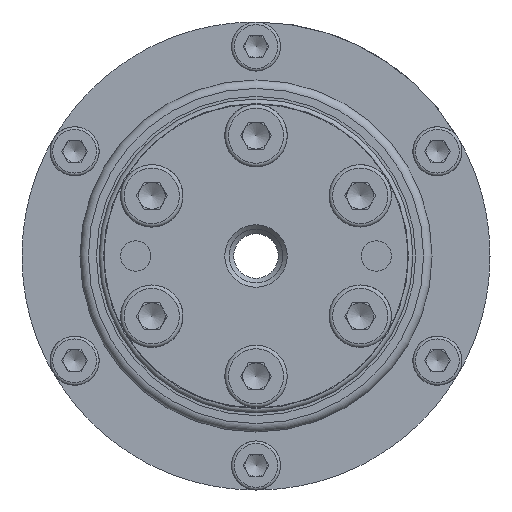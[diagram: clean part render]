
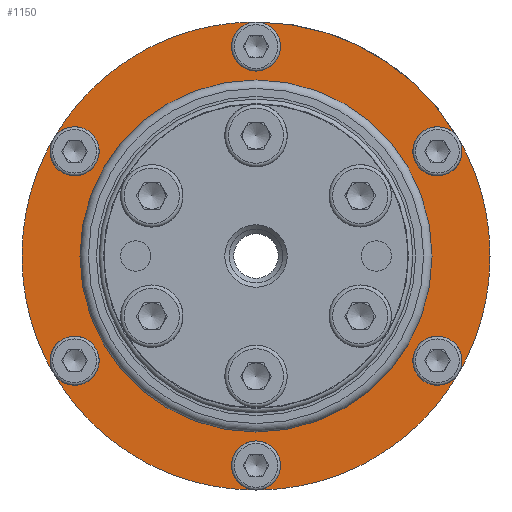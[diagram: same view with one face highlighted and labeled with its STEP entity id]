
A CAD part, left-side view. The second image highlights one B-rep face of the part: STEP entity #1150.
In plain terms, the highlighted planar face has unit normal (-1, 0, 0).
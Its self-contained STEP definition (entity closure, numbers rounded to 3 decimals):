
#1150 = ADVANCED_FACE( '', ( #2845, #2846 ), #2847, .T. );
#2845 = FACE_OUTER_BOUND( '', #5236, .T. );
#2846 = FACE_BOUND( '', #5237, .T. );
#2847 = PLANE( '', #5238 );
#5236 = EDGE_LOOP( '', ( #8601, #8602, #8603, #8604, #8605, #8606, #8607, #8608, #8609, #8610, #8611, #8612 ) );
#5237 = EDGE_LOOP( '', ( #8613 ) );
#5238 = AXIS2_PLACEMENT_3D( '', #8614, #8615, #8616 );
#8601 = ORIENTED_EDGE( '', *, *, #12411, .T. );
#8602 = ORIENTED_EDGE( '', *, *, #12991, .F. );
#8603 = ORIENTED_EDGE( '', *, *, #12410, .T. );
#8604 = ORIENTED_EDGE( '', *, *, #12992, .F. );
#8605 = ORIENTED_EDGE( '', *, *, #12409, .T. );
#8606 = ORIENTED_EDGE( '', *, *, #12094, .F. );
#8607 = ORIENTED_EDGE( '', *, *, #12414, .T. );
#8608 = ORIENTED_EDGE( '', *, *, #12993, .F. );
#8609 = ORIENTED_EDGE( '', *, *, #12413, .T. );
#8610 = ORIENTED_EDGE( '', *, *, #12994, .F. );
#8611 = ORIENTED_EDGE( '', *, *, #12412, .T. );
#8612 = ORIENTED_EDGE( '', *, *, #12995, .F. );
#8613 = ORIENTED_EDGE( '', *, *, #12705, .F. );
#8614 = CARTESIAN_POINT( '', ( 1.25, 0., 26.25 ) );
#8615 = DIRECTION( '', ( -1., 0., 0. ) );
#8616 = DIRECTION( '', ( 0., 0., 1. ) );
#12094 = EDGE_CURVE( '', #14085, #14085, #14086, .T. );
#12409 = EDGE_CURVE( '', #14613, #14085, #14614, .T. );
#12410 = EDGE_CURVE( '', #14615, #14613, #14616, .T. );
#12411 = EDGE_CURVE( '', #14617, #14615, #14618, .T. );
#12412 = EDGE_CURVE( '', #14619, #14617, #14620, .T. );
#12413 = EDGE_CURVE( '', #14621, #14619, #14622, .T. );
#12414 = EDGE_CURVE( '', #14085, #14621, #14623, .T. );
#12705 = EDGE_CURVE( '', #15094, #15094, #15095, .T. );
#12991 = EDGE_CURVE( '', #14615, #14615, #15520, .T. );
#12992 = EDGE_CURVE( '', #14613, #14613, #15521, .T. );
#12993 = EDGE_CURVE( '', #14621, #14621, #15522, .T. );
#12994 = EDGE_CURVE( '', #14619, #14619, #15523, .T. );
#12995 = EDGE_CURVE( '', #14617, #14617, #15524, .T. );
#14085 = VERTEX_POINT( '', #16918 );
#14086 = CIRCLE( '', #16919, 2.75 );
#14613 = VERTEX_POINT( '', #17639 );
#14614 = CIRCLE( '', #17640, 26.25 );
#14615 = VERTEX_POINT( '', #17641 );
#14616 = CIRCLE( '', #17642, 26.25 );
#14617 = VERTEX_POINT( '', #17643 );
#14618 = CIRCLE( '', #17644, 26.25 );
#14619 = VERTEX_POINT( '', #17645 );
#14620 = CIRCLE( '', #17646, 26.25 );
#14621 = VERTEX_POINT( '', #17647 );
#14622 = CIRCLE( '', #17648, 26.25 );
#14623 = CIRCLE( '', #17649, 26.25 );
#15094 = VERTEX_POINT( '', #18592 );
#15095 = CIRCLE( '', #18593, 17.6 );
#15520 = CIRCLE( '', #19380, 2.75 );
#15521 = CIRCLE( '', #19381, 2.75 );
#15522 = CIRCLE( '', #19382, 2.75 );
#15523 = CIRCLE( '', #19383, 2.75 );
#15524 = CIRCLE( '', #19384, 2.75 );
#16918 = CARTESIAN_POINT( '', ( 1.25, 22.733, 13.125 ) );
#16919 = AXIS2_PLACEMENT_3D( '', #21628, #21629, #21630 );
#17639 = CARTESIAN_POINT( '', ( 1.25, 0., 26.25 ) );
#17640 = AXIS2_PLACEMENT_3D( '', #22110, #22111, #22112 );
#17641 = CARTESIAN_POINT( '', ( 1.25, -22.733, 13.125 ) );
#17642 = AXIS2_PLACEMENT_3D( '', #22113, #22114, #22115 );
#17643 = CARTESIAN_POINT( '', ( 1.25, -22.733, -13.125 ) );
#17644 = AXIS2_PLACEMENT_3D( '', #22116, #22117, #22118 );
#17645 = CARTESIAN_POINT( '', ( 1.25, 0., -26.25 ) );
#17646 = AXIS2_PLACEMENT_3D( '', #22119, #22120, #22121 );
#17647 = CARTESIAN_POINT( '', ( 1.25, 22.733, -13.125 ) );
#17648 = AXIS2_PLACEMENT_3D( '', #22122, #22123, #22124 );
#17649 = AXIS2_PLACEMENT_3D( '', #22125, #22126, #22127 );
#18592 = CARTESIAN_POINT( '', ( 1.25, 0., 17.6 ) );
#18593 = AXIS2_PLACEMENT_3D( '', #22516, #22517, #22518 );
#19380 = AXIS2_PLACEMENT_3D( '', #22859, #22860, #22861 );
#19381 = AXIS2_PLACEMENT_3D( '', #22862, #22863, #22864 );
#19382 = AXIS2_PLACEMENT_3D( '', #22865, #22866, #22867 );
#19383 = AXIS2_PLACEMENT_3D( '', #22868, #22869, #22870 );
#19384 = AXIS2_PLACEMENT_3D( '', #22871, #22872, #22873 );
#21628 = CARTESIAN_POINT( '', ( 1.25, 20.352, 11.75 ) );
#21629 = DIRECTION( '', ( -1., 0., 0. ) );
#21630 = DIRECTION( '', ( 0., 0., 1. ) );
#22110 = CARTESIAN_POINT( '', ( 1.25, 0., 0. ) );
#22111 = DIRECTION( '', ( -1., 0., 0. ) );
#22112 = DIRECTION( '', ( 0., 0., 1. ) );
#22113 = CARTESIAN_POINT( '', ( 1.25, 0., 0. ) );
#22114 = DIRECTION( '', ( -1., 0., 0. ) );
#22115 = DIRECTION( '', ( 0., 0., 1. ) );
#22116 = CARTESIAN_POINT( '', ( 1.25, 0., 0. ) );
#22117 = DIRECTION( '', ( -1., 0., 0. ) );
#22118 = DIRECTION( '', ( 0., 0., 1. ) );
#22119 = CARTESIAN_POINT( '', ( 1.25, 0., 0. ) );
#22120 = DIRECTION( '', ( -1., 0., 0. ) );
#22121 = DIRECTION( '', ( 0., 0., 1. ) );
#22122 = CARTESIAN_POINT( '', ( 1.25, 0., 0. ) );
#22123 = DIRECTION( '', ( -1., 0., 0. ) );
#22124 = DIRECTION( '', ( 0., 0., 1. ) );
#22125 = CARTESIAN_POINT( '', ( 1.25, 0., 0. ) );
#22126 = DIRECTION( '', ( -1., 0., 0. ) );
#22127 = DIRECTION( '', ( 0., 0., 1. ) );
#22516 = CARTESIAN_POINT( '', ( 1.25, 0., 0. ) );
#22517 = DIRECTION( '', ( -1., 0., 0. ) );
#22518 = DIRECTION( '', ( 0., 0., 1. ) );
#22859 = CARTESIAN_POINT( '', ( 1.25, -20.352, 11.75 ) );
#22860 = DIRECTION( '', ( -1., 0., 0. ) );
#22861 = DIRECTION( '', ( 0., 0., 1. ) );
#22862 = CARTESIAN_POINT( '', ( 1.25, 0., 23.5 ) );
#22863 = DIRECTION( '', ( -1., 0., 0. ) );
#22864 = DIRECTION( '', ( 0., 0., 1. ) );
#22865 = CARTESIAN_POINT( '', ( 1.25, 20.352, -11.75 ) );
#22866 = DIRECTION( '', ( -1., 0., 0. ) );
#22867 = DIRECTION( '', ( 0., 0., 1. ) );
#22868 = CARTESIAN_POINT( '', ( 1.25, 0., -23.5 ) );
#22869 = DIRECTION( '', ( -1., 0., 0. ) );
#22870 = DIRECTION( '', ( 0., 0., 1. ) );
#22871 = CARTESIAN_POINT( '', ( 1.25, -20.352, -11.75 ) );
#22872 = DIRECTION( '', ( -1., 0., 0. ) );
#22873 = DIRECTION( '', ( 0., 0., 1. ) );
